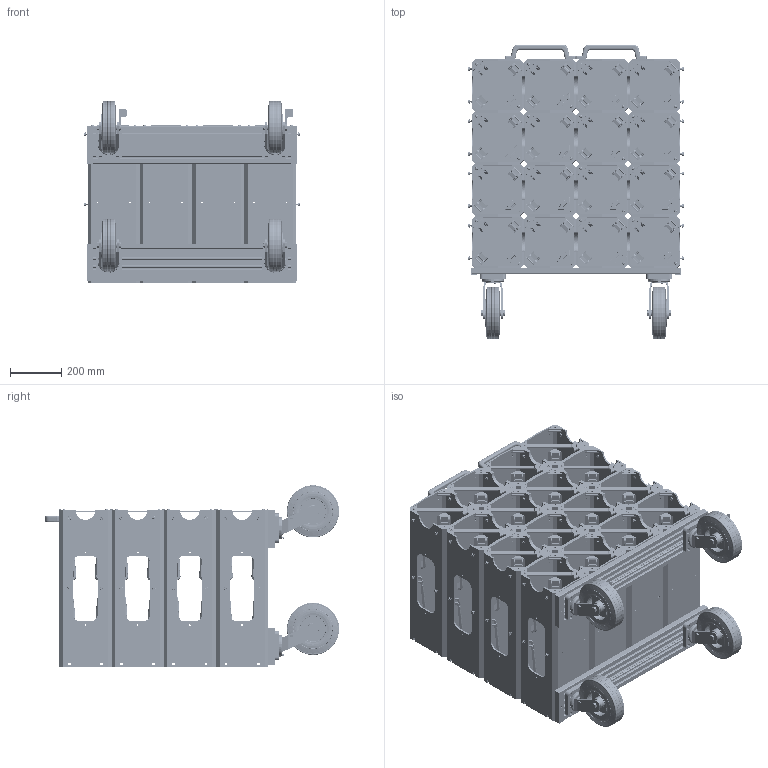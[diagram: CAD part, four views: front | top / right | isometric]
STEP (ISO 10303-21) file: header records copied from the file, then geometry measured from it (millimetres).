
FILE_DESCRIPTION (( 'STEP AP203' ), '1' );
FILE_NAME ('CM6000-16.STEP', '2011-10-06T18:11:00', ( 'jgonzalez' ), ( '' ), 'SwSTEP 2.0', 'SolidWorks 2010', '' );
FILE_SCHEMA (( 'CONFIG_CONTROL_DESIGN' ));
Length unit declared in the file: inch
Products named in the file (17): CM6000-16; 7020x24(cmate mobile)_32; A416S x 5.750_SHORT; 9SF8X3-SB; CM6000; CM6000P; CM6000P - BOX; CM6000P - SPRING PLATE; CM6000P -HOOK; 2060; 4031; CM-10; 7037; 2042_MSHXNUT 0.250-20-S-N; 2037; 4303-01; 9SF8X3-S
Assembly tree (60 placements, depth 4):
  CM6000-16
    CM6000  x16
      CM6000P
        4031
        2060  x2
        CM6000P - SPRING PLATE  x8
        CM6000P - BOX
        CM-10
        CM6000P -HOOK
      7037
        2037  x8
        2042_MSHXNUT 0.250-20-S-N  x8
    A416S x 5.750_SHORT  x4
    9SF8X3-SB  x2
    7020x24(cmate mobile)_32  x2
    4303-01  x2
    9SF8X3-S  x2
Bounding box: 838.2 x 1145.37 x 706.2 mm (x, y, z)
Volume: 77012959.8 mm3; surface area: 20410800.1 mm2
Topology: 584 solids, 584 shells, 28148 faces, 66360 edges, 39500 vertices
Faces by surface type: plane 9904, cone 8204, cylinder 7528, torus 2248, sphere 264
Entity records: 44475 total; most frequent: CARTESIAN_POINT 8271, DIRECTION 7314, ORIENTED_EDGE 6718, EDGE_CURVE 3359, AXIS2_PLACEMENT_3D 2748, VERTEX_POINT 2111, LINE 1818, VECTOR 1818
